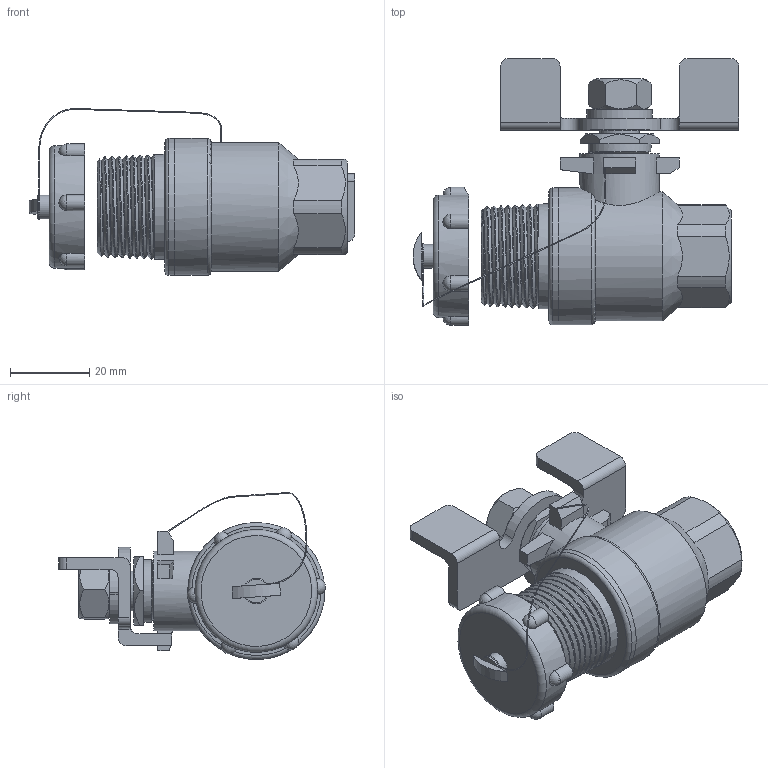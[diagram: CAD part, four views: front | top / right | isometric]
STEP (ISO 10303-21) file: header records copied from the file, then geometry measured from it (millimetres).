
FILE_DESCRIPTION(/* description */ ('Unknown'),/* implementation_level */ '2;1');
FILE_NAME(/* name */ '20201201-R-628-U-P-005-Threaded-PN63-NA',/* time_stamp */ '2020-12-02T09:23:08+08:00',/* author */ ('Unknown'),/* organization */ ('Unknown'),/* preprocessor_version */ 'ST-DEVELOPER v16.7',/* originating_system */ 'DEX',/* authorisation */ $);
FILE_SCHEMA (('AUTOMOTIVE_DESIGN {1 0 10303 214 3 1 1}'));
Length unit declared in the file: millimetre
Products named in the file (1): DN15蝶5
Bounding box: 82 x 67.21 x 42.04 mm (x, y, z)
Volume: 42310.9 mm3; surface area: 23688.9 mm2
Topology: 8 solids, 8 shells, 293 faces, 920 edges, 640 vertices
Faces by surface type: plane 106, cylinder 83, bspline 64, cone 27, torus 7, sphere 6
Full cylindrical faces by diameter (mm): 0.225 x4, 6 x2, 10 x1, 10.5 x1, 15 x1, 15.8 x2, 20 x2, 30.9 x1, 32.5 x1, 34.5 x2
Entity records: 21368 total; most frequent: CARTESIAN_POINT 14566, ORIENTED_EDGE 1662, DIRECTION 1043, EDGE_CURVE 831, VERTEX_POINT 605, AXIS2_PLACEMENT_3D 394, EDGE_LOOP 334, FACE_BOUND 334
